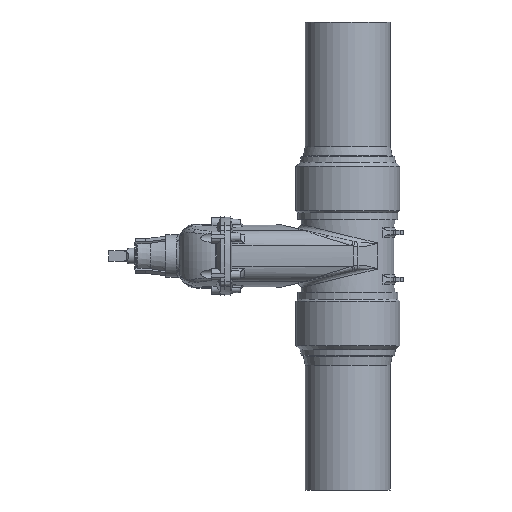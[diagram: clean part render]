
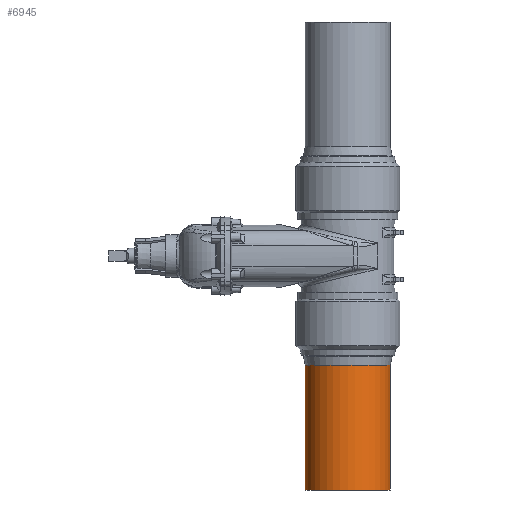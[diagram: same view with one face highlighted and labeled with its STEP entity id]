
A CAD part, left-side view. The second image highlights one B-rep face of the part: STEP entity #6945.
In plain terms, the highlighted cylindrical face has radius 100 mm (diameter 200 mm), a full revolution.
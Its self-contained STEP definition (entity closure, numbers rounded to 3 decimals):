
#985 = ORIENTED_EDGE ( 'NONE', *, *, #9853, .F. ) ;
#1327 = ORIENTED_EDGE ( 'NONE', *, *, #10063, .T. ) ;
#1497 = VERTEX_POINT ( 'NONE', #13312 ) ;
#2006 = CIRCLE ( 'NONE', #5290, 100. ) ;
#2277 = VERTEX_POINT ( 'NONE', #13325 ) ;
#2989 = EDGE_LOOP ( 'NONE', ( #985 ) ) ;
#2999 = EDGE_LOOP ( 'NONE', ( #1327 ) ) ;
#5290 = AXIS2_PLACEMENT_3D ( 'NONE', #11720, #11721, #11722 ) ;
#5320 = CIRCLE ( 'NONE', #9669, 100. ) ;
#5549 = CYLINDRICAL_SURFACE ( 'NONE', #9606, 100. ) ;
#5734 = FACE_OUTER_BOUND ( 'NONE', #2989, .T. ) ;
#5770 = FACE_OUTER_BOUND ( 'NONE', #2999, .T. ) ;
#6566 = CARTESIAN_POINT ( 'NONE',  ( 0., 0., -109.5 ) ) ;
#6597 = DIRECTION ( 'NONE',  ( 0., 0., -1. ) ) ;
#6598 = DIRECTION ( 'NONE',  ( -1., 0., 0. ) ) ;
#6945 = ADVANCED_FACE ( 'NONE', ( #5770, #5734 ), #5549, .T. ) ;
#8485 = CARTESIAN_POINT ( 'NONE',  ( 0., 0., -550.5 ) ) ;
#8486 = DIRECTION ( 'NONE',  ( 0., 0., -1. ) ) ;
#8487 = DIRECTION ( 'NONE',  ( -1., 0., 0. ) ) ;
#9606 = AXIS2_PLACEMENT_3D ( 'NONE', #6566, #6597, #6598 ) ;
#9669 = AXIS2_PLACEMENT_3D ( 'NONE', #8485, #8486, #8487 ) ;
#9853 = EDGE_CURVE ( 'NONE', #1497, #1497, #5320, .T. ) ;
#10063 = EDGE_CURVE ( 'NONE', #2277, #2277, #2006, .T. ) ;
#11720 = CARTESIAN_POINT ( 'NONE',  ( 0., 0., -257.468 ) ) ;
#11721 = DIRECTION ( 'NONE',  ( 0., 0., -1. ) ) ;
#11722 = DIRECTION ( 'NONE',  ( 0., 1., 0. ) ) ;
#13312 = CARTESIAN_POINT ( 'NONE',  ( -100., 0., -550.5 ) ) ;
#13325 = CARTESIAN_POINT ( 'NONE',  ( 0., 100., -257.468 ) ) ;
